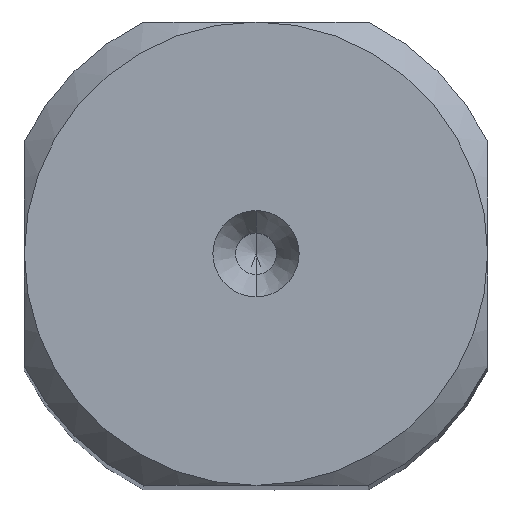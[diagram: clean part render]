
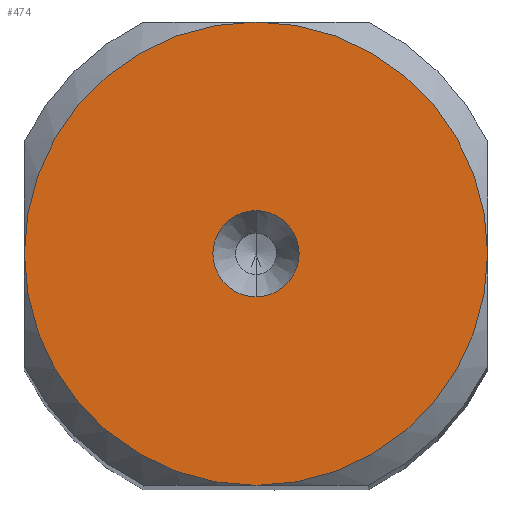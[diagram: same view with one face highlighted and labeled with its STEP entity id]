
A CAD part, top view. The second image highlights one B-rep face of the part: STEP entity #474.
In plain terms, the highlighted planar face has unit normal (0, 0, 1).
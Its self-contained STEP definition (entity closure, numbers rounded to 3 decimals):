
#474=ADVANCED_FACE('',(#594,#595),#566,.T.);
#566=PLANE('',#1760);
#594=FACE_BOUND('',#602,.T.);
#595=FACE_BOUND('',#603,.T.);
#602=EDGE_LOOP('',(#698,#699,#700,#701));
#603=EDGE_LOOP('',(#702,#703));
#698=ORIENTED_EDGE('',*,*,#1359,.T.);
#699=ORIENTED_EDGE('',*,*,#1360,.T.);
#700=ORIENTED_EDGE('',*,*,#1361,.T.);
#701=ORIENTED_EDGE('',*,*,#1362,.T.);
#702=ORIENTED_EDGE('',*,*,#1363,.T.);
#703=ORIENTED_EDGE('',*,*,#1364,.T.);
#1196=VERTEX_POINT('',#2428);
#1197=VERTEX_POINT('',#2429);
#1198=VERTEX_POINT('',#2431);
#1199=VERTEX_POINT('',#2433);
#1200=VERTEX_POINT('',#2436);
#1201=VERTEX_POINT('',#2437);
#1359=EDGE_CURVE('',#1196,#1197,#1608,.T.);
#1360=EDGE_CURVE('',#1197,#1198,#1609,.T.);
#1361=EDGE_CURVE('',#1198,#1199,#1610,.T.);
#1362=EDGE_CURVE('',#1199,#1196,#1611,.T.);
#1363=EDGE_CURVE('',#1200,#1201,#1612,.T.);
#1364=EDGE_CURVE('',#1201,#1200,#1613,.T.);
#1608=CIRCLE('',#1754,9.);
#1609=CIRCLE('',#1755,9.);
#1610=CIRCLE('',#1756,9.);
#1611=CIRCLE('',#1757,9.);
#1612=CIRCLE('',#1758,1.675);
#1613=CIRCLE('',#1759,1.675);
#1754=AXIS2_PLACEMENT_3D('',#2427,#1954,#1955);
#1755=AXIS2_PLACEMENT_3D('',#2430,#1956,#1957);
#1756=AXIS2_PLACEMENT_3D('',#2432,#1958,#1959);
#1757=AXIS2_PLACEMENT_3D('',#2434,#1960,#1961);
#1758=AXIS2_PLACEMENT_3D('',#2435,#1962,#1963);
#1759=AXIS2_PLACEMENT_3D('',#2438,#1964,#1965);
#1760=AXIS2_PLACEMENT_3D('',#2439,#1966,#1967);
#1954=DIRECTION('',(0.,0.,1.));
#1955=DIRECTION('',(0.,1.,0.));
#1956=DIRECTION('',(0.,0.,1.));
#1957=DIRECTION('',(-1.,0.,0.));
#1958=DIRECTION('',(0.,0.,1.));
#1959=DIRECTION('',(0.,-1.,0.));
#1960=DIRECTION('',(0.,0.,1.));
#1961=DIRECTION('',(1.,0.,0.));
#1962=DIRECTION('',(0.,0.,-1.));
#1963=DIRECTION('',(0.,1.,0.));
#1964=DIRECTION('',(0.,0.,-1.));
#1965=DIRECTION('',(0.,-1.,0.));
#1966=DIRECTION('',(0.,0.,1.));
#1967=DIRECTION('',(-1.,0.,0.));
#2427=CARTESIAN_POINT('',(0.,0.,0.));
#2428=CARTESIAN_POINT('',(0.,9.,0.));
#2429=CARTESIAN_POINT('',(-9.,0.,0.));
#2430=CARTESIAN_POINT('',(0.,0.,0.));
#2431=CARTESIAN_POINT('',(0.,-9.,0.));
#2432=CARTESIAN_POINT('',(0.,0.,0.));
#2433=CARTESIAN_POINT('',(9.,0.,0.));
#2434=CARTESIAN_POINT('',(0.,0.,0.));
#2435=CARTESIAN_POINT('',(0.,0.,0.));
#2436=CARTESIAN_POINT('',(0.,1.675,0.));
#2437=CARTESIAN_POINT('',(0.,-1.675,0.));
#2438=CARTESIAN_POINT('',(0.,0.,0.));
#2439=CARTESIAN_POINT('',(0.,0.,0.));
